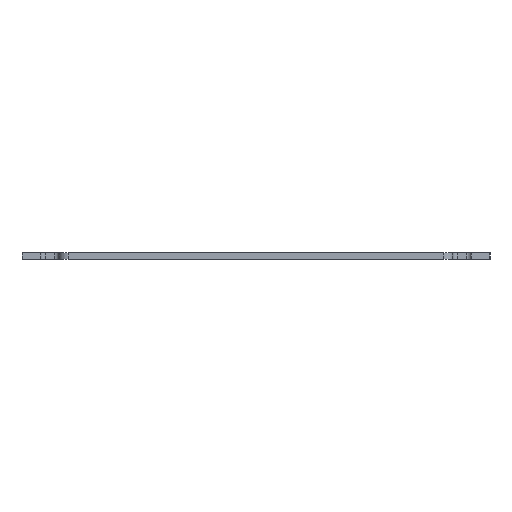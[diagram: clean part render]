
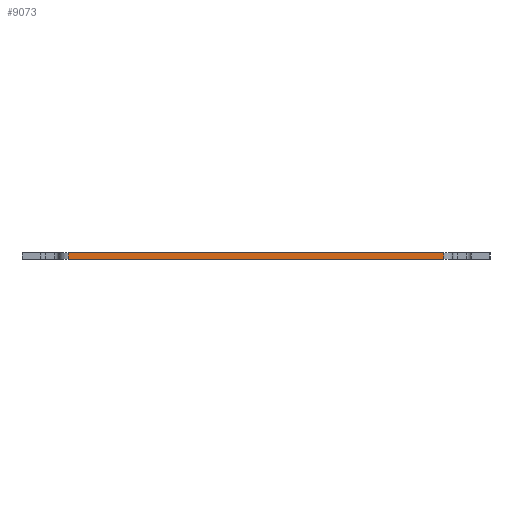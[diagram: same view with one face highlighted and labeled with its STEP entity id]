
A CAD part, left-side view. The second image highlights one B-rep face of the part: STEP entity #9073.
In plain terms, the highlighted planar face has unit normal (-1, 0, 0).
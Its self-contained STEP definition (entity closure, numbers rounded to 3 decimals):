
#1155=FACE_OUTER_BOUND('',#1647,.T.);
#1647=EDGE_LOOP('',(#7824,#7825,#7826,#7827));
#1776=LINE('',#12792,#2684);
#2576=LINE('',#15165,#3484);
#2577=LINE('',#15168,#3485);
#2578=LINE('',#15169,#3486);
#2684=VECTOR('',#10110,10.);
#3484=VECTOR('',#12474,10.);
#3485=VECTOR('',#12477,10.);
#3486=VECTOR('',#12478,10.);
#3607=VERTEX_POINT('',#12789);
#3608=VERTEX_POINT('',#12791);
#4399=VERTEX_POINT('',#15163);
#4400=VERTEX_POINT('',#15167);
#4502=EDGE_CURVE('',#3607,#3608,#1776,.T.);
#5689=EDGE_CURVE('',#4399,#3608,#2576,.T.);
#5690=EDGE_CURVE('',#4399,#4400,#2577,.T.);
#5691=EDGE_CURVE('',#4400,#3607,#2578,.T.);
#7824=ORIENTED_EDGE('',*,*,#5690,.F.);
#7825=ORIENTED_EDGE('',*,*,#5689,.T.);
#7826=ORIENTED_EDGE('',*,*,#4502,.F.);
#7827=ORIENTED_EDGE('',*,*,#5691,.F.);
#8642=PLANE('',#9944);
#9073=ADVANCED_FACE('',(#1155),#8642,.T.);
#9944=AXIS2_PLACEMENT_3D('',#15166,#12475,#12476);
#10110=DIRECTION('',(0.,-1.,0.));
#12474=DIRECTION('',(0.,0.,1.));
#12475=DIRECTION('center_axis',(-1.,0.,0.));
#12476=DIRECTION('ref_axis',(0.,-1.,0.));
#12477=DIRECTION('',(0.,1.,0.));
#12478=DIRECTION('',(0.,0.,1.));
#12789=CARTESIAN_POINT('',(22.6,-22.4,6.1));
#12791=CARTESIAN_POINT('',(22.6,-103.4,6.1));
#12792=CARTESIAN_POINT('',(22.6,-103.4,6.1));
#15163=CARTESIAN_POINT('',(22.6,-103.4,4.6));
#15165=CARTESIAN_POINT('',(22.6,-103.4,4.6));
#15166=CARTESIAN_POINT('Origin',(22.6,-22.4,4.6));
#15167=CARTESIAN_POINT('',(22.6,-22.4,4.6));
#15168=CARTESIAN_POINT('',(22.6,-103.4,4.6));
#15169=CARTESIAN_POINT('',(22.6,-22.4,4.6));
